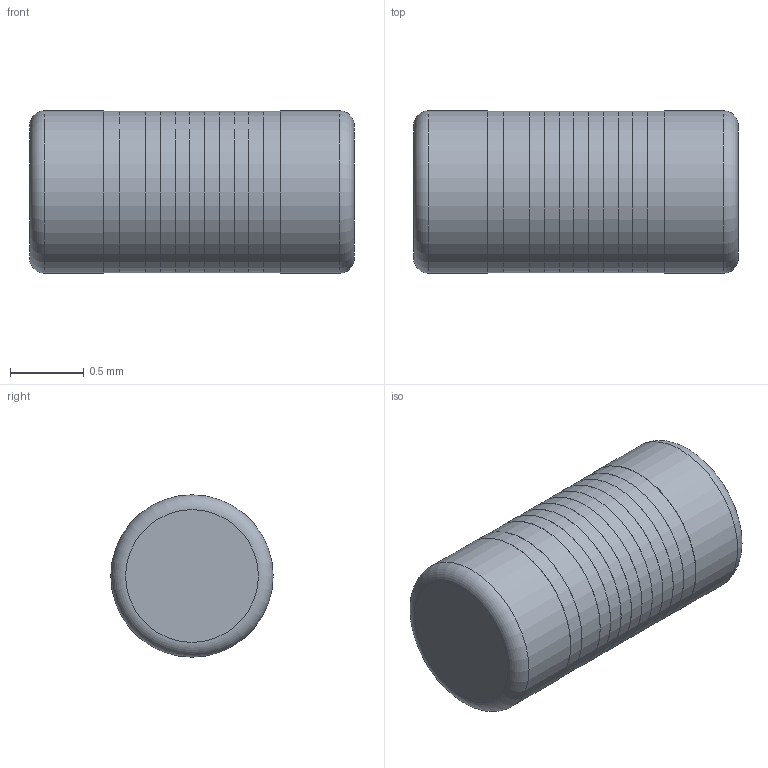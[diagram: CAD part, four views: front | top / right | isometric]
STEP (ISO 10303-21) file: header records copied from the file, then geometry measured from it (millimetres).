
FILE_DESCRIPTION(('FreeCAD Model'),'2;1');
FILE_NAME('MMU 0102.stp','2016-03-31T16:36:30',('Author'),(''), 'Open CASCADE STEP processor 6.8','FreeCAD','Unknown');
FILE_SCHEMA(('AUTOMOTIVE_DESIGN_CC2 { 1 2 10303 214 -1 1 5 4 }'));
Length unit declared in the file: millimetre
Products named in the file (1): ENG-1650321
Bounding box: 2.2 x 1.1 x 1.1 mm (x, y, z)
Volume: 2.1 mm3; surface area: 9.2 mm2
Topology: 1 solids, 1 shells, 29 faces, 45 edges, 30 vertices
Faces by surface type: plane 14, cylinder 13, torus 2
Full cylindrical faces by diameter (mm): 1.094 x5, 1.096 x6, 1.1 x2
Entity records: 2221 total; most frequent: CARTESIAN_POINT 1060, DIRECTION 169, ORIENTED_EDGE 90, PCURVE 90, DEFINITIONAL_REPRESENTATION 90, AXIS2_PLACEMENT_3D 60, CIRCLE 49, B_SPLINE_CURVE_WITH_KNOTS 49
